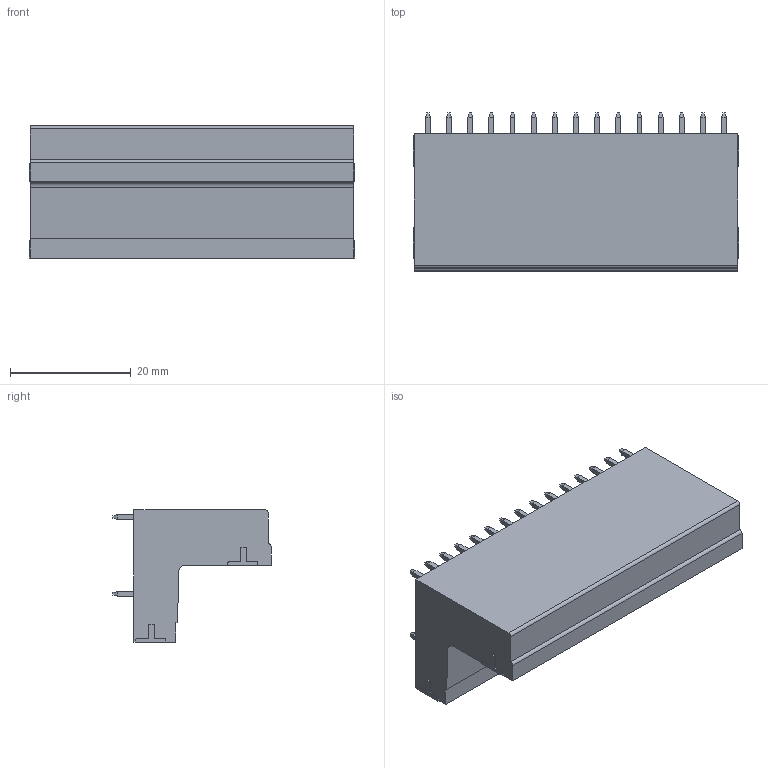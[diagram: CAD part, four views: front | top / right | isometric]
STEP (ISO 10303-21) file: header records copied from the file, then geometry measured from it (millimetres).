
FILE_DESCRIPTION((''),'2;1');
FILE_NAME('TLPHDC-005R-XXP','2024-09-23T15:01:26',('sheji109'),(''),'CREO PARAMETRIC BY PTC INC, 2018100','CREO PARAMETRIC BY PTC INC, 2018100','');
FILE_SCHEMA(('CONFIG_CONTROL_DESIGN'));
Products named in the file (1): TLPHDC-005R-XXP
Bounding box: 53.9 x 26.2 x 21.9 mm (x, y, z)
Volume: 12672.8 mm3; surface area: 11358.2 mm2
Topology: 1 solids, 1 shells, 2312 faces, 6240 edges, 4050 vertices
Faces by surface type: plane 1633, cylinder 469, cone 150, torus 60
Entity records: 72040 total; most frequent: CARTESIAN_POINT 13532, ORIENTED_EDGE 12480, DIRECTION 11712, EDGE_CURVE 6240, VECTOR 4792, LINE 4792, VERTEX_POINT 4050, AXIS2_PLACEMENT_3D 3460
